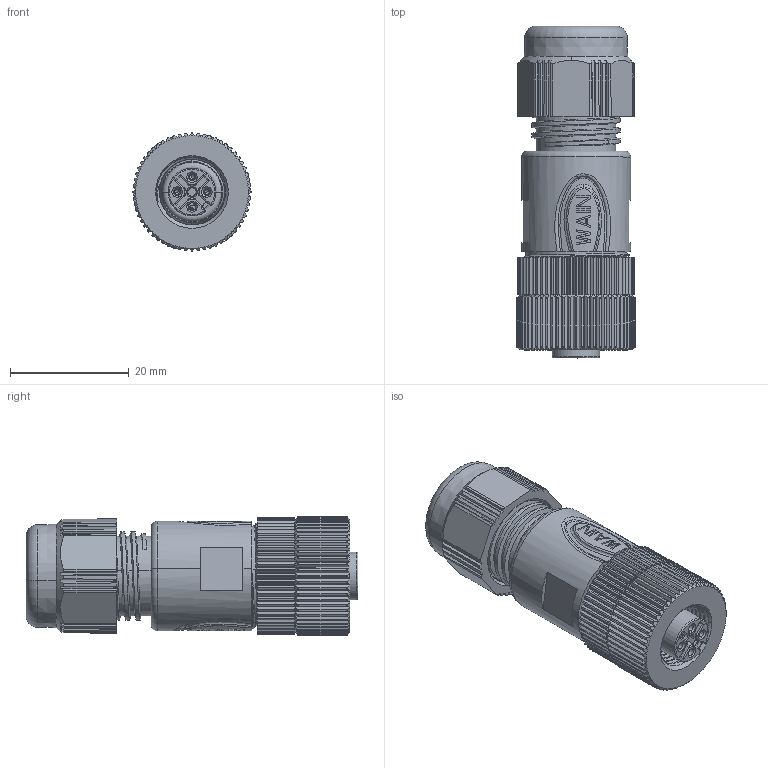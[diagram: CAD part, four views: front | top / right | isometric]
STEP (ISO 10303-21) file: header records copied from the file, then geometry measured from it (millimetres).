
FILE_DESCRIPTION((''),'2;1');
FILE_NAME('MANIFOLD_SOLID_BREP_106638','2017-06-29T',('y.wang'),(''),'PRO/ENGINEER BY PARAMETRIC TECHNOLOGY CORPORATION, 2012480','PRO/ENGINEER BY PARAMETRIC TECHNOLOGY CORPORATION, 2012480','');
FILE_SCHEMA(('CONFIG_CONTROL_DESIGN'));
Length unit declared in the file: millimetre
Products named in the file (1): MANIFOLD_SOLID_BREP_106638
Bounding box: 20 x 56 x 20 mm (x, y, z)
Volume: 9911.1 mm3; surface area: 13950.7 mm2
Topology: 1 solids, 1 shells, 2037 faces, 5924 edges, 3889 vertices
Faces by surface type: plane 738, cylinder 625, cone 330, bspline 159, torus 124, extrusion 59, sphere 2
Entity records: 100693 total; most frequent: CARTESIAN_POINT 50213, ORIENTED_EDGE 11812, DIRECTION 8968, EDGE_CURVE 5906, VERTEX_POINT 3889, AXIS2_PLACEMENT_3D 3382, B_SPLINE_CURVE_WITH_KNOTS 2257, VECTOR 2204
